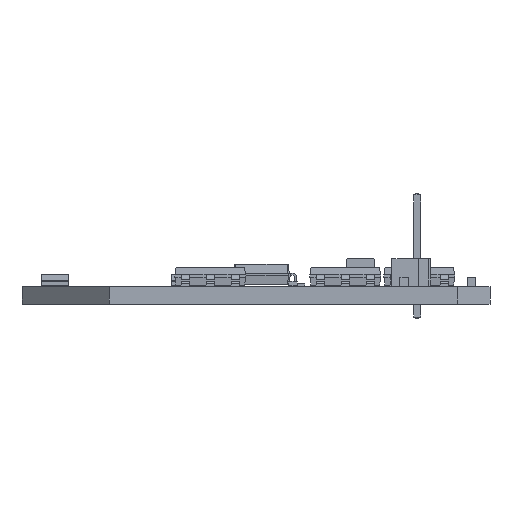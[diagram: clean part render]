
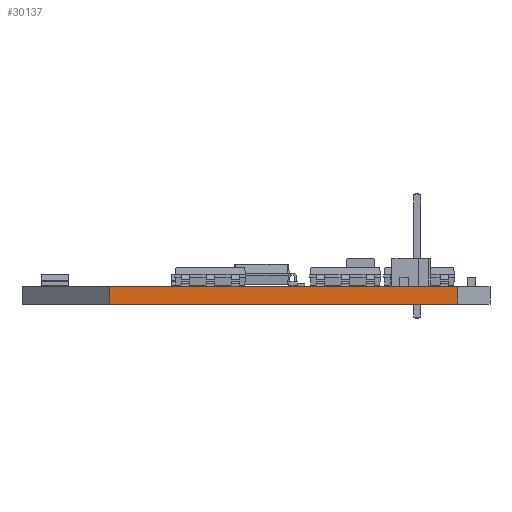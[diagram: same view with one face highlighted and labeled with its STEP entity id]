
A CAD part, front view. The second image highlights one B-rep face of the part: STEP entity #30137.
In plain terms, the highlighted planar face has unit normal (0, -1, 0).
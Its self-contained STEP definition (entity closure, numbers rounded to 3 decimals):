
#29234 = PLANE('',#29235);
#29235 = AXIS2_PLACEMENT_3D('',#29236,#29237,#29238);
#29236 = CARTESIAN_POINT('',(114.652,-114.,1.6));
#29237 = DIRECTION('',(0.,0.,-1.));
#29238 = DIRECTION('',(-1.,0.,0.));
#29288 = PLANE('',#29289);
#29289 = AXIS2_PLACEMENT_3D('',#29290,#29291,#29292);
#29290 = CARTESIAN_POINT('',(114.652,-114.,0.));
#29291 = DIRECTION('',(0.,0.,-1.));
#29292 = DIRECTION('',(-1.,0.,0.));
#29481 = VERTEX_POINT('',#29482);
#29482 = CARTESIAN_POINT('',(132.,-128.,0.));
#29496 = PLANE('',#29497);
#29497 = AXIS2_PLACEMENT_3D('',#29498,#29499,#29500);
#29498 = CARTESIAN_POINT('',(135.,-125.,0.));
#29499 = DIRECTION('',(0.707,-0.707,0.));
#29500 = DIRECTION('',(-0.707,-0.707,0.));
#29508 = EDGE_CURVE('',#29481,#29509,#29511,.T.);
#29509 = VERTEX_POINT('',#29510);
#29510 = CARTESIAN_POINT('',(100.,-128.,0.));
#29511 = SURFACE_CURVE('',#29512,(#29516,#29523),.PCURVE_S1.);
#29512 = LINE('',#29513,#29514);
#29513 = CARTESIAN_POINT('',(132.,-128.,0.));
#29514 = VECTOR('',#29515,1.);
#29515 = DIRECTION('',(-1.,0.,0.));
#29516 = PCURVE('',#29288,#29517);
#29517 = DEFINITIONAL_REPRESENTATION('',(#29518),#29522);
#29518 = LINE('',#29519,#29520);
#29519 = CARTESIAN_POINT('',(-17.348,-14.));
#29520 = VECTOR('',#29521,1.);
#29521 = DIRECTION('',(1.,0.));
#29522 = ( GEOMETRIC_REPRESENTATION_CONTEXT(2) 
PARAMETRIC_REPRESENTATION_CONTEXT() REPRESENTATION_CONTEXT('2D SPACE',''
  ) );
#29523 = PCURVE('',#29524,#29529);
#29524 = PLANE('',#29525);
#29525 = AXIS2_PLACEMENT_3D('',#29526,#29527,#29528);
#29526 = CARTESIAN_POINT('',(132.,-128.,0.));
#29527 = DIRECTION('',(0.,-1.,0.));
#29528 = DIRECTION('',(-1.,0.,0.));
#29529 = DEFINITIONAL_REPRESENTATION('',(#29530),#29534);
#29530 = LINE('',#29531,#29532);
#29531 = CARTESIAN_POINT('',(0.,0.));
#29532 = VECTOR('',#29533,1.);
#29533 = DIRECTION('',(1.,0.));
#29534 = ( GEOMETRIC_REPRESENTATION_CONTEXT(2) 
PARAMETRIC_REPRESENTATION_CONTEXT() REPRESENTATION_CONTEXT('2D SPACE',''
  ) );
#29552 = PLANE('',#29553);
#29553 = AXIS2_PLACEMENT_3D('',#29554,#29555,#29556);
#29554 = CARTESIAN_POINT('',(100.,-128.,0.));
#29555 = DIRECTION('',(-0.707,-0.707,0.));
#29556 = DIRECTION('',(-0.707,0.707,0.));
#29790 = VERTEX_POINT('',#29791);
#29791 = CARTESIAN_POINT('',(132.,-128.,1.6));
#29812 = EDGE_CURVE('',#29790,#29813,#29815,.T.);
#29813 = VERTEX_POINT('',#29814);
#29814 = CARTESIAN_POINT('',(100.,-128.,1.6));
#29815 = SURFACE_CURVE('',#29816,(#29820,#29827),.PCURVE_S1.);
#29816 = LINE('',#29817,#29818);
#29817 = CARTESIAN_POINT('',(132.,-128.,1.6));
#29818 = VECTOR('',#29819,1.);
#29819 = DIRECTION('',(-1.,0.,0.));
#29820 = PCURVE('',#29234,#29821);
#29821 = DEFINITIONAL_REPRESENTATION('',(#29822),#29826);
#29822 = LINE('',#29823,#29824);
#29823 = CARTESIAN_POINT('',(-17.348,-14.));
#29824 = VECTOR('',#29825,1.);
#29825 = DIRECTION('',(1.,0.));
#29826 = ( GEOMETRIC_REPRESENTATION_CONTEXT(2) 
PARAMETRIC_REPRESENTATION_CONTEXT() REPRESENTATION_CONTEXT('2D SPACE',''
  ) );
#29827 = PCURVE('',#29524,#29828);
#29828 = DEFINITIONAL_REPRESENTATION('',(#29829),#29833);
#29829 = LINE('',#29830,#29831);
#29830 = CARTESIAN_POINT('',(0.,-1.6));
#29831 = VECTOR('',#29832,1.);
#29832 = DIRECTION('',(1.,0.));
#29833 = ( GEOMETRIC_REPRESENTATION_CONTEXT(2) 
PARAMETRIC_REPRESENTATION_CONTEXT() REPRESENTATION_CONTEXT('2D SPACE',''
  ) );
#30087 = EDGE_CURVE('',#29509,#29813,#30088,.T.);
#30088 = SURFACE_CURVE('',#30089,(#30093,#30100),.PCURVE_S1.);
#30089 = LINE('',#30090,#30091);
#30090 = CARTESIAN_POINT('',(100.,-128.,0.));
#30091 = VECTOR('',#30092,1.);
#30092 = DIRECTION('',(0.,0.,1.));
#30093 = PCURVE('',#29552,#30094);
#30094 = DEFINITIONAL_REPRESENTATION('',(#30095),#30099);
#30095 = LINE('',#30096,#30097);
#30096 = CARTESIAN_POINT('',(0.,0.));
#30097 = VECTOR('',#30098,1.);
#30098 = DIRECTION('',(0.,-1.));
#30099 = ( GEOMETRIC_REPRESENTATION_CONTEXT(2) 
PARAMETRIC_REPRESENTATION_CONTEXT() REPRESENTATION_CONTEXT('2D SPACE',''
  ) );
#30100 = PCURVE('',#29524,#30101);
#30101 = DEFINITIONAL_REPRESENTATION('',(#30102),#30106);
#30102 = LINE('',#30103,#30104);
#30103 = CARTESIAN_POINT('',(32.,0.));
#30104 = VECTOR('',#30105,1.);
#30105 = DIRECTION('',(0.,-1.));
#30106 = ( GEOMETRIC_REPRESENTATION_CONTEXT(2) 
PARAMETRIC_REPRESENTATION_CONTEXT() REPRESENTATION_CONTEXT('2D SPACE',''
  ) );
#30116 = EDGE_CURVE('',#29481,#29790,#30117,.T.);
#30117 = SURFACE_CURVE('',#30118,(#30122,#30129),.PCURVE_S1.);
#30118 = LINE('',#30119,#30120);
#30119 = CARTESIAN_POINT('',(132.,-128.,0.));
#30120 = VECTOR('',#30121,1.);
#30121 = DIRECTION('',(0.,0.,1.));
#30122 = PCURVE('',#29496,#30123);
#30123 = DEFINITIONAL_REPRESENTATION('',(#30124),#30128);
#30124 = LINE('',#30125,#30126);
#30125 = CARTESIAN_POINT('',(4.243,0.));
#30126 = VECTOR('',#30127,1.);
#30127 = DIRECTION('',(0.,-1.));
#30128 = ( GEOMETRIC_REPRESENTATION_CONTEXT(2) 
PARAMETRIC_REPRESENTATION_CONTEXT() REPRESENTATION_CONTEXT('2D SPACE',''
  ) );
#30129 = PCURVE('',#29524,#30130);
#30130 = DEFINITIONAL_REPRESENTATION('',(#30131),#30135);
#30131 = LINE('',#30132,#30133);
#30132 = CARTESIAN_POINT('',(0.,0.));
#30133 = VECTOR('',#30134,1.);
#30134 = DIRECTION('',(0.,-1.));
#30135 = ( GEOMETRIC_REPRESENTATION_CONTEXT(2) 
PARAMETRIC_REPRESENTATION_CONTEXT() REPRESENTATION_CONTEXT('2D SPACE',''
  ) );
#30137 = ADVANCED_FACE('',(#30138),#29524,.T.);
#30138 = FACE_BOUND('',#30139,.T.);
#30139 = EDGE_LOOP('',(#30140,#30141,#30142,#30143));
#30140 = ORIENTED_EDGE('',*,*,#30116,.T.);
#30141 = ORIENTED_EDGE('',*,*,#29812,.T.);
#30142 = ORIENTED_EDGE('',*,*,#30087,.F.);
#30143 = ORIENTED_EDGE('',*,*,#29508,.F.);
